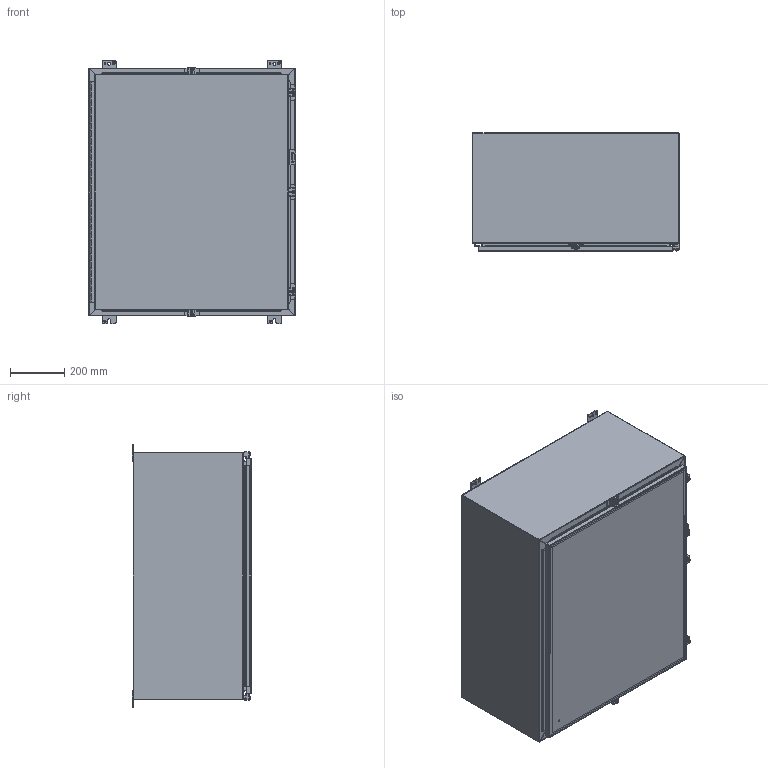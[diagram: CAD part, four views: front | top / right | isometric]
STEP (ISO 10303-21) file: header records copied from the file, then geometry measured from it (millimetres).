
FILE_DESCRIPTION (( 'STEP AP203' ), '1' );
FILE_NAME ('1418N4S16M16_Default.step', '2019-11-01T18:29:23', ( 'ADC123' ), ( 'Microsoft' ), 'SwSTEP 2.0', 'SolidWorks 2019', '' );
FILE_SCHEMA (( 'CONFIG_CONTROL_DESIGN' ));
Length unit declared in the file: inch
Products named in the file (1): 1418N4S16M16_Default
Bounding box: 763.6 x 441.32 x 971.55 mm (x, y, z)
Volume: 7218299.9 mm3; surface area: 7498483.6 mm2
Topology: 51 solids, 52 shells, 1660 faces, 4302 edges, 2791 vertices
Faces by surface type: plane 880, cylinder 636, bspline 136, cone 8
Entity records: 57211 total; most frequent: CARTESIAN_POINT 16432, ORIENTED_EDGE 8596, DIRECTION 8310, EDGE_CURVE 4298, AXIS2_PLACEMENT_3D 2803, VERTEX_POINT 2791, VECTOR 2704, LINE 2704
